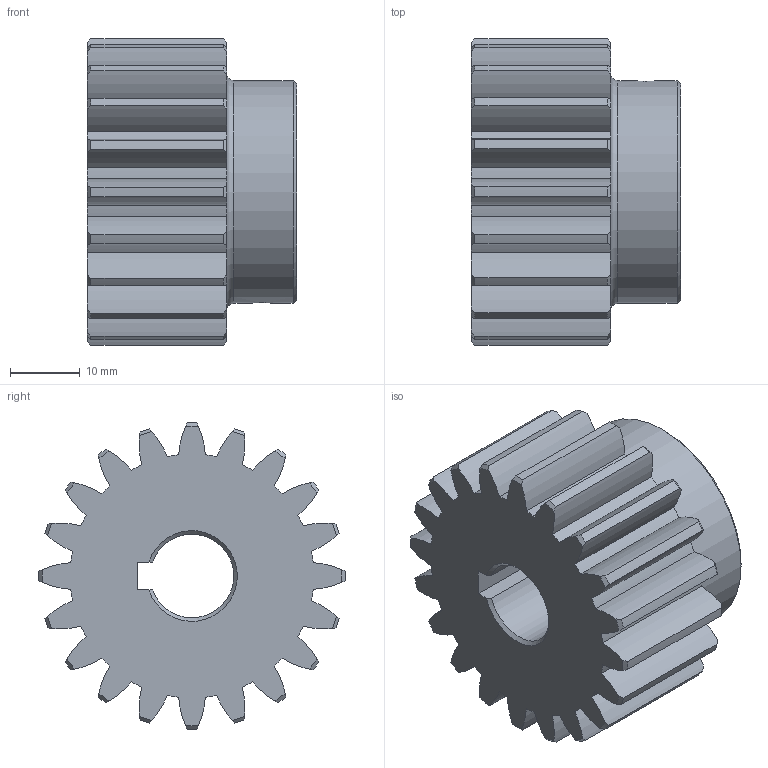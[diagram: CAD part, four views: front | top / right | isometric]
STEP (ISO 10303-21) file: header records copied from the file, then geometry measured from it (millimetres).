
FILE_DESCRIPTION( ( 'STEP AP214' ), '1' );
FILE_NAME( 'SS2-20J12_On.stp', '2020-10-08T02:43:14', ( 'License CC BY-ND 4.0' ), ( 'CADENAS' ), ' ', 'PARTsolutions', ' ' );
FILE_SCHEMA( ( 'AUTOMOTIVE_DESIGN { 1 0 10303 214 1 1 1 1 }' ) );
Length unit declared in the file: millimetre
Products named in the file (1): _SS2-20J12_On
Bounding box: 30 x 44 x 44 mm (x, y, z)
Volume: 28801.7 mm3; surface area: 9546.3 mm2
Topology: 1 solids, 1 shells, 141 faces, 410 edges, 270 vertices
Faces by surface type: cylinder 86, cone 47, plane 7, torus 1
Full cylindrical faces by diameter (mm): 3.242 x2, 32 x1
Entity records: 6074 total; most frequent: CARTESIAN_POINT 1224, DIRECTION 808, ORIENTED_EDGE 792, EDGE_CURVE 396, AXIS2_PLACEMENT_3D 358, VERTEX_POINT 266, CIRCLE 216, EDGE_LOOP 156
